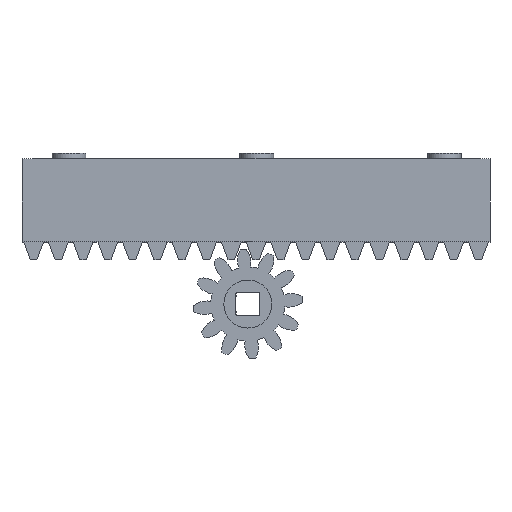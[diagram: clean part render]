
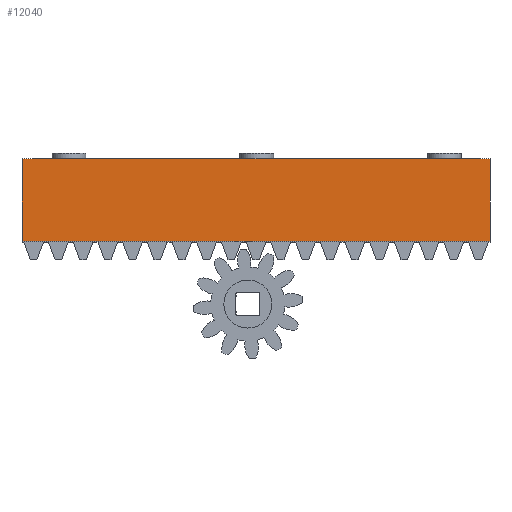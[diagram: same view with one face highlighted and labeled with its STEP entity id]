
A CAD part, front view. The second image highlights one B-rep face of the part: STEP entity #12040.
In plain terms, the highlighted planar face has unit normal (0, -1, 0).
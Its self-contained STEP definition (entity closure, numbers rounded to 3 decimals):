
#396=PLANE('',#12867);
#814=FACE_OUTER_BOUND('',#1423,.T.);
#1423=EDGE_LOOP('',(#9092,#9093,#9094,#9095));
#2759=LINE('',#18153,#3949);
#2787=LINE('',#18206,#3977);
#2808=LINE('',#18262,#3998);
#2813=LINE('',#18274,#4003);
#3949=VECTOR('',#14633,63.3);
#3977=VECTOR('',#14705,11.15);
#3998=VECTOR('',#14794,11.15);
#4003=VECTOR('',#14809,63.3);
#5125=VERTEX_POINT('',#18150);
#5126=VERTEX_POINT('',#18152);
#5129=VERTEX_POINT('',#18204);
#5130=VERTEX_POINT('',#18261);
#6562=EDGE_CURVE('',#5125,#5126,#2759,.T.);
#6590=EDGE_CURVE('',#5129,#5125,#2787,.T.);
#6611=EDGE_CURVE('',#5126,#5130,#2808,.T.);
#6616=EDGE_CURVE('',#5130,#5129,#2813,.T.);
#9092=ORIENTED_EDGE('',*,*,#6562,.F.);
#9093=ORIENTED_EDGE('',*,*,#6590,.F.);
#9094=ORIENTED_EDGE('',*,*,#6616,.F.);
#9095=ORIENTED_EDGE('',*,*,#6611,.F.);
#12040=ADVANCED_FACE('',(#814),#396,.F.);
#12867=AXIS2_PLACEMENT_3D('',#18273,#14807,#14808);
#14633=DIRECTION('',(-1.,0.,0.));
#14705=DIRECTION('',(0.,0.,-1.));
#14794=DIRECTION('',(0.,0.,1.));
#14807=DIRECTION('center_axis',(0.,1.,0.));
#14808=DIRECTION('ref_axis',(0.,0.,1.));
#14809=DIRECTION('',(1.,0.,0.));
#18150=CARTESIAN_POINT('',(31.75,-4.9,-0.9));
#18152=CARTESIAN_POINT('',(-31.55,-4.9,-0.9));
#18153=CARTESIAN_POINT('',(31.75,-4.9,-0.9));
#18204=CARTESIAN_POINT('',(31.75,-4.9,10.25));
#18206=CARTESIAN_POINT('',(31.75,-4.9,10.25));
#18261=CARTESIAN_POINT('',(-31.55,-4.9,10.25));
#18262=CARTESIAN_POINT('',(-31.55,-4.9,-0.9));
#18273=CARTESIAN_POINT('Origin',(0.,-4.9,0.));
#18274=CARTESIAN_POINT('',(-31.55,-4.9,10.25));
